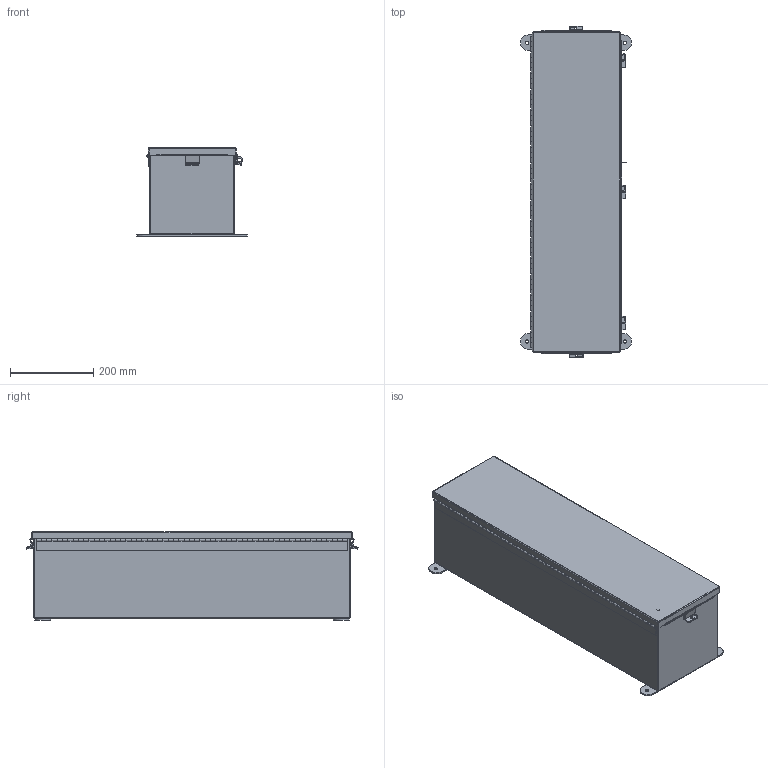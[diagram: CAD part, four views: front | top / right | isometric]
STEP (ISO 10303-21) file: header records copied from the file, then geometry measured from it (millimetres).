
FILE_DESCRIPTION (( 'STEP AP203' ), '1' );
FILE_NAME ('N080830SSCHTR.STEP', '2014-07-18T16:49:14', ( 'changeme' ), ( 'Microsoft' ), 'SwSTEP 2.0', 'SolidWorks 2013', '' );
FILE_SCHEMA (( 'CONFIG_CONTROL_DESIGN' ));
Length unit declared in the file: inch
Products named in the file (13): N080830SSCHTR JIC Bottom; N080830SSCHTR JIC Enclosure Template; N080830SSCHTR HW-CD-S-25020-034; N080830SSCHTR Hinge Body Side; HW-CLH-JH-20154; N080830SSCHTR Hinge Cover Side JIC; N080830SSCHTR JIC Mounting Bracket; N080830SSCHTR _JIC Hinge; N080830SSCHTR; N080830SSCHTR JIC_Cover_Template; N080830SSCHTR JIC Clamp Bracket; N080830SSCHTR JIC Cover Clamp; N080830SSCHTR JIC Top
Assembly tree (22 placements, depth 3):
  N080830SSCHTR
    N080830SSCHTR JIC Enclosure Template
    N080830SSCHTR _JIC Hinge
      N080830SSCHTR Hinge Body Side
      N080830SSCHTR Hinge Cover Side JIC
    N080830SSCHTR JIC_Cover_Template
    N080830SSCHTR JIC Clamp Bracket  x5
    N080830SSCHTR JIC Cover Clamp  x5
    N080830SSCHTR JIC Top
    N080830SSCHTR JIC Bottom
    N080830SSCHTR HW-CD-S-25020-034  x2
    HW-CLH-JH-20154
    N080830SSCHTR JIC Mounting Bracket  x2
Bounding box: 266.7 x 797.73 x 211.76 mm (x, y, z)
Volume: 1577437.8 mm3; surface area: 1662755.2 mm2
Topology: 21 solids, 21 shells, 1006 faces, 2519 edges, 1557 vertices
Faces by surface type: plane 613, cylinder 373, bspline 8, torus 8, cone 4
Entity records: 26170 total; most frequent: CARTESIAN_POINT 4593, DIRECTION 4289, ORIENTED_EDGE 4120, EDGE_CURVE 2060, VECTOR 1431, LINE 1431, AXIS2_PLACEMENT_3D 1429, VERTEX_POINT 1285
